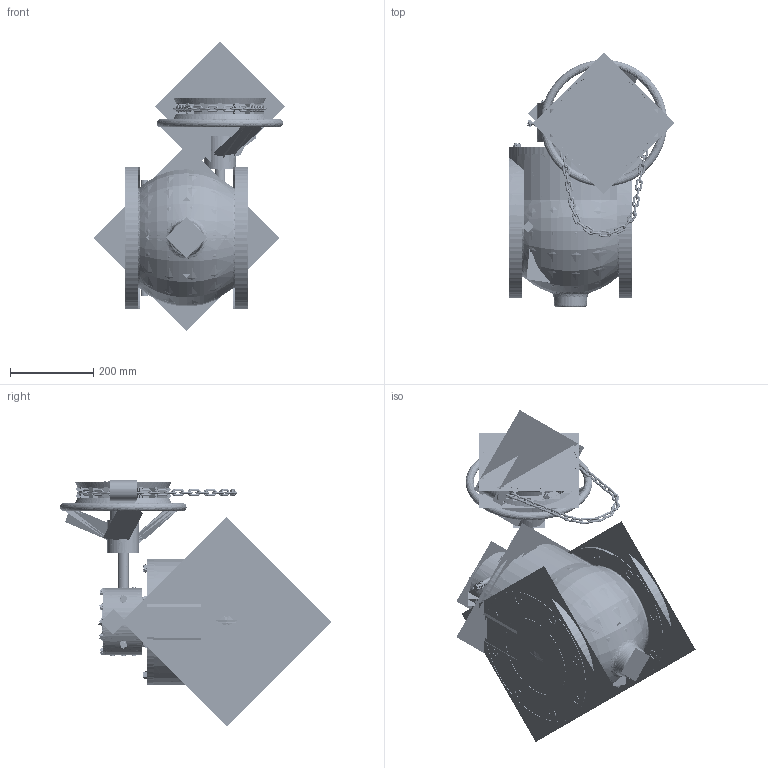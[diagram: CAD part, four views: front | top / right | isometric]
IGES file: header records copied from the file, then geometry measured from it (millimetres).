
Start section:  PTC IGES file: plug_flxfl-8in-chainwheel_asm.igs
Global section: file name: plug_flxfl-8in-chainwheel_asm.igs; native system: Creo Parametric by Parametric Technology Corporation; preprocessor: 2013050; author: HAPPY; organization: Unknown; date: 20170128.154109; units: inch
Bounding box: 475.04 x 672 x 725.29 mm (x, y, z)
Volume: 17686704.2 mm3; surface area: 10639372.5 mm2
Topology: 96 solids, 96 shells, 4760 faces, 23771 edges, 29994 vertices
Faces by surface type: revolution 2780, bspline 1874, extrusion 106
